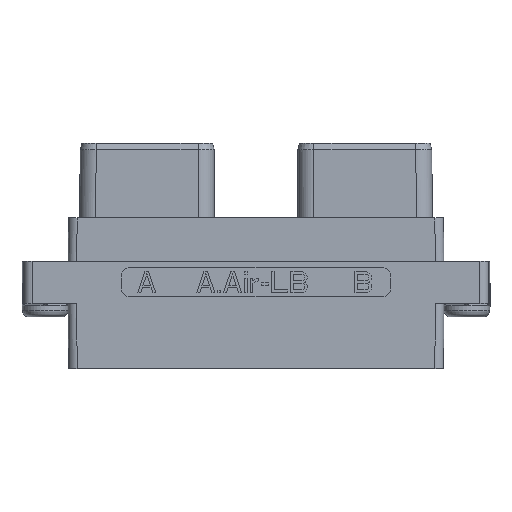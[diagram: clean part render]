
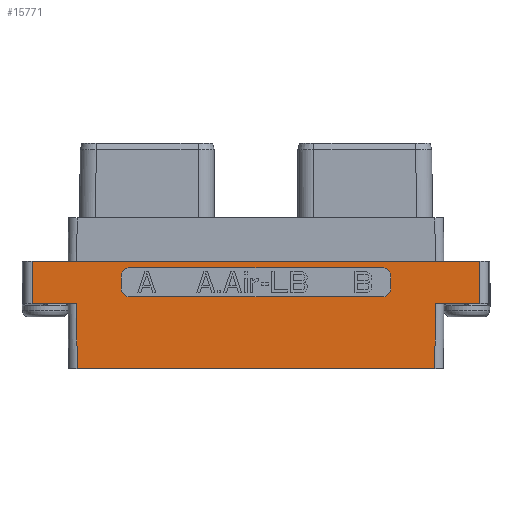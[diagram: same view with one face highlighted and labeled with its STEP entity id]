
A CAD part, top view. The second image highlights one B-rep face of the part: STEP entity #15771.
In plain terms, the highlighted planar face has unit normal (0, 0, 1).
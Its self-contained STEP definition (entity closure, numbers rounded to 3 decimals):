
#985=DIRECTION('',(-1.,0.,0.));
#986=VECTOR('',#985,53.065);
#987=CARTESIAN_POINT('',(26.532,-5.33,7.965));
#988=LINE('',#987,#986);
#1071=DIRECTION('',(0.,1.,0.));
#1072=VECTOR('',#1071,4.99);
#1073=CARTESIAN_POINT('',(26.532,-10.32,7.965));
#1074=LINE('',#1073,#1072);
#1089=CARTESIAN_POINT('',(-15.,-7.055,7.965));
#1090=DIRECTION('',(0.,0.,1.));
#1091=DIRECTION('',(0.,1.,0.));
#1092=AXIS2_PLACEMENT_3D('',#1089,#1090,#1091);
#1094=DIRECTION('',(0.,-1.,0.));
#1095=VECTOR('',#1094,1.5);
#1096=CARTESIAN_POINT('',(-15.985,-7.055,7.965));
#1097=LINE('',#1096,#1095);
#1098=CARTESIAN_POINT('',(-15.,-8.555,7.965));
#1099=DIRECTION('',(0.,0.,1.));
#1100=DIRECTION('',(-1.,0.,0.));
#1101=AXIS2_PLACEMENT_3D('',#1098,#1099,#1100);
#1103=DIRECTION('',(1.,0.,0.));
#1104=VECTOR('',#1103,30.);
#1105=CARTESIAN_POINT('',(-15.,-9.54,7.965));
#1106=LINE('',#1105,#1104);
#1107=CARTESIAN_POINT('',(15.,-8.555,7.965));
#1108=DIRECTION('',(0.,0.,1.));
#1109=DIRECTION('',(0.,-1.,0.));
#1110=AXIS2_PLACEMENT_3D('',#1107,#1108,#1109);
#1112=DIRECTION('',(0.,1.,0.));
#1113=VECTOR('',#1112,1.5);
#1114=CARTESIAN_POINT('',(15.985,-8.555,7.965));
#1115=LINE('',#1114,#1113);
#1116=CARTESIAN_POINT('',(15.,-7.055,7.965));
#1117=DIRECTION('',(0.,0.,1.));
#1118=DIRECTION('',(1.,0.,0.));
#1119=AXIS2_PLACEMENT_3D('',#1116,#1117,#1118);
#1121=DIRECTION('',(-1.,0.,0.));
#1122=VECTOR('',#1121,30.);
#1123=CARTESIAN_POINT('',(15.,-6.07,7.965));
#1124=LINE('',#1123,#1122);
#1186=DIRECTION('',(1.,0.,0.));
#1187=VECTOR('',#1186,5.273);
#1188=CARTESIAN_POINT('',(21.26,-10.32,7.965));
#1189=LINE('',#1188,#1187);
#1762=DIRECTION('',(0.,-1.,0.));
#1763=VECTOR('',#1762,4.99);
#1764=CARTESIAN_POINT('',(-26.532,-5.33,7.965));
#1765=LINE('',#1764,#1763);
#1796=DIRECTION('',(1.,0.,0.));
#1797=VECTOR('',#1796,5.273);
#1798=CARTESIAN_POINT('',(-26.532,-10.32,7.965));
#1799=LINE('',#1798,#1797);
#3105=CARTESIAN_POINT('',(-21.26,-10.32,7.965));
#3107=DIRECTION('',(0.006,-1.,0.));
#3108=VECTOR('',#3107,7.7);
#3109=CARTESIAN_POINT('',(-21.26,-10.32,7.965));
#3110=LINE('',#3109,#3108);
#3154=DIRECTION('',(1.,0.,0.));
#3155=VECTOR('',#3154,42.42);
#3156=CARTESIAN_POINT('',(-21.21,-18.02,7.965));
#3157=LINE('',#3156,#3155);
#3265=DIRECTION('',(0.006,1.,0.));
#3266=VECTOR('',#3265,7.7);
#3267=CARTESIAN_POINT('',(21.21,-18.02,7.965));
#3268=LINE('',#3267,#3266);
#12935=VERTEX_POINT('',#3105);
#14297=CARTESIAN_POINT('',(21.21,-18.02,7.965));
#14298=CARTESIAN_POINT('',(21.26,-10.32,7.965));
#14299=VERTEX_POINT('',#14297);
#14300=VERTEX_POINT('',#14298);
#14312=CARTESIAN_POINT('',(-21.21,-18.02,7.965));
#14313=VERTEX_POINT('',#14312);
#14323=CARTESIAN_POINT('',(26.532,-10.32,7.965));
#14324=CARTESIAN_POINT('',(26.532,-5.33,7.965));
#14325=VERTEX_POINT('',#14323);
#14326=VERTEX_POINT('',#14324);
#14339=CARTESIAN_POINT('',(-26.532,-5.33,7.965));
#14340=CARTESIAN_POINT('',(-26.532,-10.32,7.965));
#14341=VERTEX_POINT('',#14339);
#14342=VERTEX_POINT('',#14340);
#14821=CARTESIAN_POINT('',(-15.,-6.07,7.965));
#14822=CARTESIAN_POINT('',(-15.985,-7.055,7.965));
#14823=VERTEX_POINT('',#14821);
#14824=VERTEX_POINT('',#14822);
#14825=CARTESIAN_POINT('',(-15.985,-8.555,7.965));
#14826=VERTEX_POINT('',#14825);
#14827=CARTESIAN_POINT('',(-15.,-9.54,7.965));
#14828=VERTEX_POINT('',#14827);
#14829=CARTESIAN_POINT('',(15.,-9.54,7.965));
#14830=VERTEX_POINT('',#14829);
#14831=CARTESIAN_POINT('',(15.985,-8.555,7.965));
#14832=VERTEX_POINT('',#14831);
#14833=CARTESIAN_POINT('',(15.985,-7.055,7.965));
#14834=VERTEX_POINT('',#14833);
#14835=CARTESIAN_POINT('',(15.,-6.07,7.965));
#14836=VERTEX_POINT('',#14835);
#15732=CARTESIAN_POINT('',(-27.69,-5.345,7.965));
#15733=DIRECTION('',(0.,0.,1.));
#15734=DIRECTION('',(1.,0.,0.));
#15735=AXIS2_PLACEMENT_3D('',#15732,#15733,#15734);
#15736=PLANE('',#15735);
#15738=ORIENTED_EDGE('',*,*,#15737,.F.);
#15740=ORIENTED_EDGE('',*,*,#15739,.F.);
#15742=ORIENTED_EDGE('',*,*,#15741,.F.);
#15744=ORIENTED_EDGE('',*,*,#15743,.F.);
#15746=ORIENTED_EDGE('',*,*,#15745,.F.);
#15748=ORIENTED_EDGE('',*,*,#15747,.F.);
#15749=ORIENTED_EDGE('',*,*,#15655,.F.);
#15750=ORIENTED_EDGE('',*,*,#15722,.F.);
#15751=EDGE_LOOP('',(#15738,#15740,#15742,#15744,#15746,#15748,#15749,#15750));
#15752=FACE_OUTER_BOUND('',#15751,.F.);
#15754=ORIENTED_EDGE('',*,*,#15753,.T.);
#15756=ORIENTED_EDGE('',*,*,#15755,.T.);
#15758=ORIENTED_EDGE('',*,*,#15757,.T.);
#15760=ORIENTED_EDGE('',*,*,#15759,.T.);
#15762=ORIENTED_EDGE('',*,*,#15761,.T.);
#15764=ORIENTED_EDGE('',*,*,#15763,.T.);
#15766=ORIENTED_EDGE('',*,*,#15765,.T.);
#15768=ORIENTED_EDGE('',*,*,#15767,.T.);
#15769=EDGE_LOOP('',(#15754,#15756,#15758,#15760,#15762,#15764,#15766,#15768));
#15770=FACE_BOUND('',#15769,.F.);
#15771=ADVANCED_FACE('',(#15752,#15770),#15736,.T.);
#1093=CIRCLE('',#1092,0.985);
#1102=CIRCLE('',#1101,0.985);
#1111=CIRCLE('',#1110,0.985);
#1120=CIRCLE('',#1119,0.985);
#15655=EDGE_CURVE('',#14326,#14341,#988,.T.);
#15722=EDGE_CURVE('',#14325,#14326,#1074,.T.);
#15737=EDGE_CURVE('',#14300,#14325,#1189,.T.);
#15739=EDGE_CURVE('',#14299,#14300,#3268,.T.);
#15741=EDGE_CURVE('',#14313,#14299,#3157,.T.);
#15743=EDGE_CURVE('',#12935,#14313,#3110,.T.);
#15745=EDGE_CURVE('',#14342,#12935,#1799,.T.);
#15747=EDGE_CURVE('',#14341,#14342,#1765,.T.);
#15753=EDGE_CURVE('',#14823,#14824,#1093,.T.);
#15755=EDGE_CURVE('',#14824,#14826,#1097,.T.);
#15757=EDGE_CURVE('',#14826,#14828,#1102,.T.);
#15759=EDGE_CURVE('',#14828,#14830,#1106,.T.);
#15761=EDGE_CURVE('',#14830,#14832,#1111,.T.);
#15763=EDGE_CURVE('',#14832,#14834,#1115,.T.);
#15765=EDGE_CURVE('',#14834,#14836,#1120,.T.);
#15767=EDGE_CURVE('',#14836,#14823,#1124,.T.);
